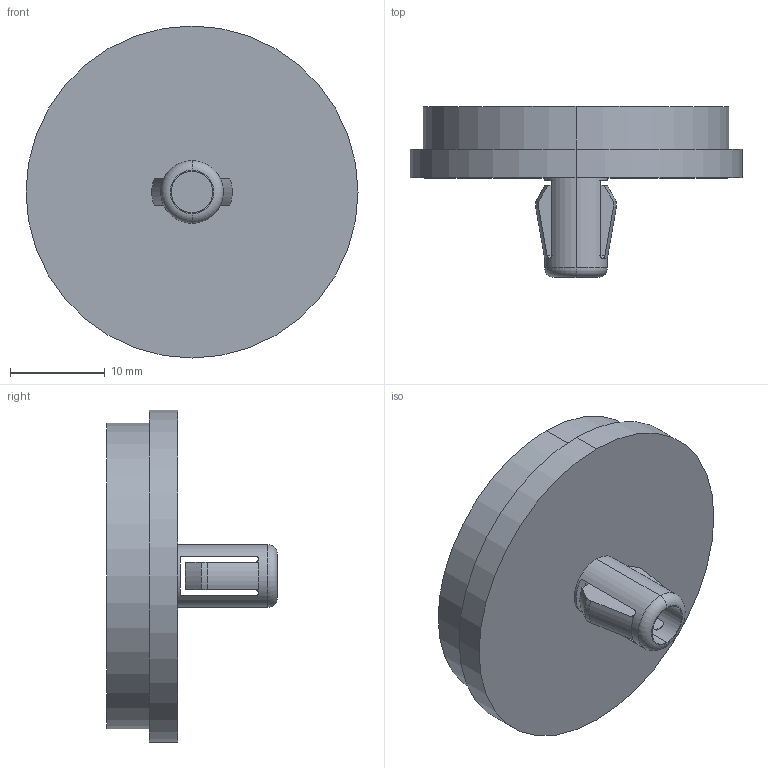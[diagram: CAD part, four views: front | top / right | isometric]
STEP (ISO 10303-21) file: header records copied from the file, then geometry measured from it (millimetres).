
FILE_DESCRIPTION (( 'STEP AP203' ), '1' );
FILE_NAME ('02264500d.STEP', '2023-04-20T12:00:21', ( '' ), ( '' ), 'SwSTEP 2.0', 'SolidWorks 2022', '' );
FILE_SCHEMA (( 'CONFIG_CONTROL_DESIGN' ));
Length unit declared in the file: millimetre
Products named in the file (1): 02264500d
Bounding box: 35 x 18 x 35 mm (x, y, z)
Volume: 6733.7 mm3; surface area: 3133 mm2
Topology: 1 solids, 1 shells, 49 faces, 128 edges, 84 vertices
Faces by surface type: plane 25, cylinder 18, bspline 4, torus 2
Entity records: 1729 total; most frequent: CARTESIAN_POINT 490, ORIENTED_EDGE 256, DIRECTION 220, EDGE_CURVE 128, VERTEX_POINT 84, AXIS2_PLACEMENT_3D 82, EDGE_LOOP 56, LINE 56
